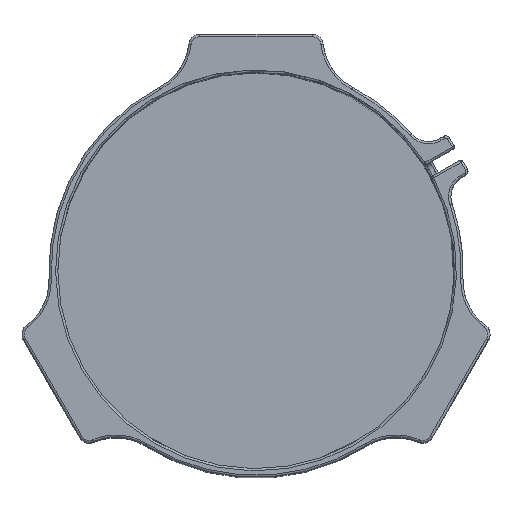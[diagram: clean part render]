
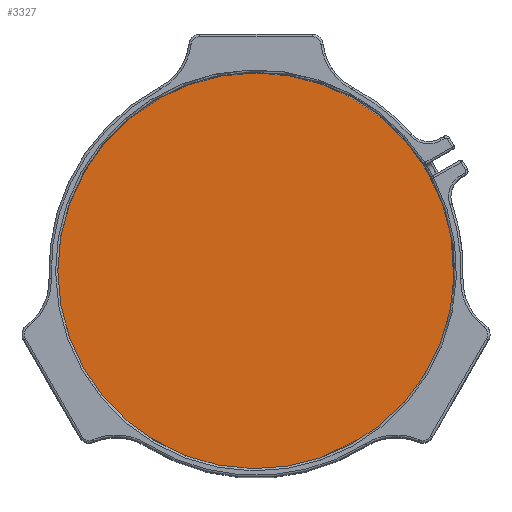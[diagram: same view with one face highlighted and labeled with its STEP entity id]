
A CAD part, top view. The second image highlights one B-rep face of the part: STEP entity #3327.
In plain terms, the highlighted planar face has unit normal (0, 0, 1).
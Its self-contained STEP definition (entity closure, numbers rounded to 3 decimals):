
#124=PLANE('',#3768);
#442=FACE_OUTER_BOUND('',#665,.T.);
#665=EDGE_LOOP('',(#3006));
#885=CIRCLE('',#3693,89.);
#1510=VERTEX_POINT('',#7623);
#1974=EDGE_CURVE('',#1510,#1510,#885,.T.);
#3006=ORIENTED_EDGE('',*,*,#1974,.F.);
#3327=ADVANCED_FACE('',(#442),#124,.F.);
#3693=AXIS2_PLACEMENT_3D('',#7625,#4612,#4613);
#3768=AXIS2_PLACEMENT_3D('',#7895,#4786,#4787);
#4612=DIRECTION('center_axis',(0.,0.,-1.));
#4613=DIRECTION('ref_axis',(1.,0.,0.));
#4786=DIRECTION('center_axis',(0.,0.,-1.));
#4787=DIRECTION('ref_axis',(1.,0.,0.));
#7623=CARTESIAN_POINT('',(-89.,0.,10.));
#7625=CARTESIAN_POINT('Origin',(0.,0.,10.));
#7895=CARTESIAN_POINT('Origin',(0.,0.,10.));
